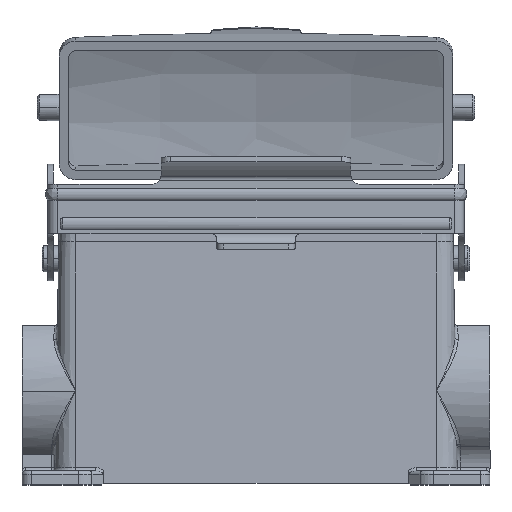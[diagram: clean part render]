
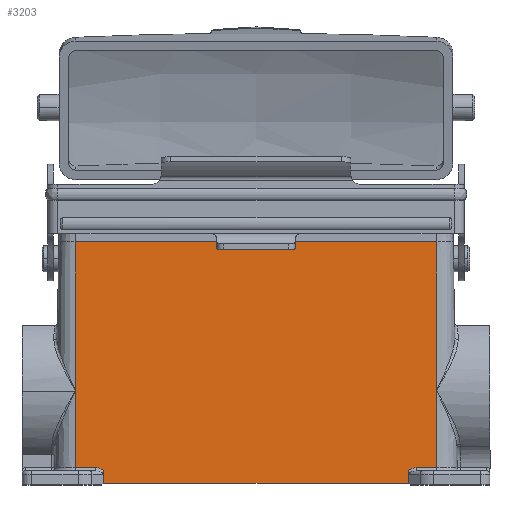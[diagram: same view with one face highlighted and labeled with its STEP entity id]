
A CAD part, top view. The second image highlights one B-rep face of the part: STEP entity #3203.
In plain terms, the highlighted planar face has unit normal (0, 0.018, 1).
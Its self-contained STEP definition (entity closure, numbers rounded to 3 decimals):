
#312 = CARTESIAN_POINT ( 'NONE',  ( -55.375, -5., 21.897 ) ) ;
#679 = CARTESIAN_POINT ( 'NONE',  ( 49.081, -74.267, 23.106 ) ) ;
#730 = DIRECTION ( 'NONE',  ( 1., 0., 0. ) ) ;
#1077 = CARTESIAN_POINT ( 'NONE',  ( 46.75, 0., 21.81 ) ) ;
#1133 = VERTEX_POINT ( 'NONE', #18124 ) ;
#1213 = VECTOR ( 'NONE', #19196, 1000. ) ;
#1284 = EDGE_CURVE ( 'NONE', #7984, #23393, #21065, .T. ) ;
#2503 = ORIENTED_EDGE ( 'NONE', *, *, #14644, .T. ) ;
#2749 = CARTESIAN_POINT ( 'NONE',  ( -55.375, -74.267, 23.106 ) ) ;
#2889 = LINE ( 'NONE', #19173, #13367 ) ;
#2893 = ORIENTED_EDGE ( 'NONE', *, *, #16690, .F. ) ;
#3163 = CARTESIAN_POINT ( 'NONE',  ( -46.75, -75.151, 23.122 ) ) ;
#3203 = ADVANCED_FACE ( 'NONE', ( #11544 ), #11871, .T. ) ;
#3429 = EDGE_CURVE ( 'NONE', #6427, #23443, #2889, .T. ) ;
#3804 = EDGE_CURVE ( 'NONE', #16868, #6427, #9394, .T. ) ;
#4132 = VECTOR ( 'NONE', #22802, 1000. ) ;
#4438 = LINE ( 'NONE', #10437, #14881 ) ;
#4465 = ORIENTED_EDGE ( 'NONE', *, *, #1284, .T. ) ;
#4633 = EDGE_CURVE ( 'NONE', #16389, #7984, #16916, .T. ) ;
#4668 = EDGE_LOOP ( 'NONE', ( #14484, #2893, #13270, #10254, #24150, #5889, #20021, #4465, #21107, #21235, #20817, #2503 ) ) ;
#5889 = ORIENTED_EDGE ( 'NONE', *, *, #21666, .T. ) ;
#5929 = DIRECTION ( 'NONE',  ( 0., 1., -0.017 ) ) ;
#6117 = LINE ( 'NONE', #312, #16514 ) ;
#6427 = VERTEX_POINT ( 'NONE', #24728 ) ;
#7425 = DIRECTION ( 'NONE',  ( 0., 1., -0.017 ) ) ;
#7732 = CARTESIAN_POINT ( 'NONE',  ( -55.375, -5., 21.897 ) ) ;
#7984 = VERTEX_POINT ( 'NONE', #22759 ) ;
#8050 = VERTEX_POINT ( 'NONE', #13184 ) ;
#8051 = DIRECTION ( 'NONE',  ( 0., 0.017, 1. ) ) ;
#8273 = EDGE_CURVE ( 'NONE', #23393, #23443, #6117, .T. ) ;
#8470 = VERTEX_POINT ( 'NONE', #8756 ) ;
#8756 = CARTESIAN_POINT ( 'NONE',  ( -46.75, -79., 23.189 ) ) ;
#9065 = DIRECTION ( 'NONE',  ( 1., 0., 0. ) ) ;
#9394 = LINE ( 'NONE', #20810, #4132 ) ;
#10254 = ORIENTED_EDGE ( 'NONE', *, *, #14126, .T. ) ;
#10437 = CARTESIAN_POINT ( 'NONE',  ( -46.75, 0., 21.81 ) ) ;
#10571 = LINE ( 'NONE', #1077, #20325 ) ;
#11241 = DIRECTION ( 'NONE',  ( 1., 0., 0. ) ) ;
#11541 = CARTESIAN_POINT ( 'NONE',  ( 55.375, -5., 21.897 ) ) ;
#11544 = FACE_OUTER_BOUND ( 'NONE', #4668, .T. ) ;
#11871 = PLANE ( 'NONE',  #25291 ) ;
#12423 = CARTESIAN_POINT ( 'NONE',  ( 46.75, -75.151, 23.122 ) ) ;
#12507 = CARTESIAN_POINT ( 'NONE',  ( 48.12, -74.267, 23.106 ) ) ;
#12667 = LINE ( 'NONE', #2749, #17857 ) ;
#12909 = EDGE_CURVE ( 'NONE', #18624, #16084, #18655, .T. ) ;
#12960 = CARTESIAN_POINT ( 'NONE',  ( -48.12, -74.267, 23.106 ) ) ;
#13184 = CARTESIAN_POINT ( 'NONE',  ( 46.75, -79., 23.189 ) ) ;
#13270 = ORIENTED_EDGE ( 'NONE', *, *, #21764, .T. ) ;
#13367 = VECTOR ( 'NONE', #7425, 1000. ) ;
#14119 = DIRECTION ( 'NONE',  ( -1., 0., 0. ) ) ;
#14126 = EDGE_CURVE ( 'NONE', #8050, #1133, #10571, .T. ) ;
#14419 = VECTOR ( 'NONE', #11241, 1000. ) ;
#14484 = ORIENTED_EDGE ( 'NONE', *, *, #12909, .T. ) ;
#14644 = EDGE_CURVE ( 'NONE', #16868, #18624, #12667, .T. ) ;
#14882 = DIRECTION ( 'NONE',  ( 0., 1., -0.017 ) ) ;
#14881 = VECTOR ( 'NONE', #24080, 1000. ) ;
#14935 = CARTESIAN_POINT ( 'NONE',  ( -49.081, -74.267, 23.106 ) ) ;
#15889 = VECTOR ( 'NONE', #5929, 1000. ) ;
#16084 = VERTEX_POINT ( 'NONE', #20469 ) ;
#16261 = CARTESIAN_POINT ( 'NONE',  ( 47.277, -74.587, 23.112 ) ) ;
#16389 = VERTEX_POINT ( 'NONE', #16943 ) ;
#16514 = VECTOR ( 'NONE', #14119, 1000. ) ;
#16690 = EDGE_CURVE ( 'NONE', #8470, #16084, #4438, .T. ) ;
#16868 = VERTEX_POINT ( 'NONE', #20578 ) ;
#16916 = LINE ( 'NONE', #21125, #1213 ) ;
#16943 = CARTESIAN_POINT ( 'NONE',  ( 55.375, -74.267, 23.106 ) ) ;
#17046 = CARTESIAN_POINT ( 'NONE',  ( 55.375, -79., 23.189 ) ) ;
#17085 = CARTESIAN_POINT ( 'NONE',  ( -49.081, -74.267, 23.106 ) ) ;
#17857 = VECTOR ( 'NONE', #730, 1000. ) ;
#17899 = EDGE_CURVE ( 'NONE', #1133, #25248, #18155, .T. ) ;
#18124 = CARTESIAN_POINT ( 'NONE',  ( 46.75, -75.151, 23.122 ) ) ;
#18155 =( BOUNDED_CURVE ( )  B_SPLINE_CURVE ( 3, ( #12423, #16261, #12507, #679 ),
 .UNSPECIFIED., .F., .F. ) 
 B_SPLINE_CURVE_WITH_KNOTS ( ( 4, 4 ),
 ( 0.567, 1.546 ),
 .UNSPECIFIED. ) 
 CURVE ( )  GEOMETRIC_REPRESENTATION_ITEM ( )  RATIONAL_B_SPLINE_CURVE ( ( 1., 0.922, 0.922, 1. ) ) 
 REPRESENTATION_ITEM ( '' )  );
#18624 = VERTEX_POINT ( 'NONE', #17085 ) ;
#18655 =( BOUNDED_CURVE ( )  B_SPLINE_CURVE ( 3, ( #14935, #12960, #24661, #3163 ),
 .UNSPECIFIED., .F., .F. ) 
 B_SPLINE_CURVE_WITH_KNOTS ( ( 4, 4 ),
 ( 1.595, 2.574 ),
 .UNSPECIFIED. ) 
 CURVE ( )  GEOMETRIC_REPRESENTATION_ITEM ( )  RATIONAL_B_SPLINE_CURVE ( ( 1., 0.922, 0.922, 1. ) ) 
 REPRESENTATION_ITEM ( '' )  );
#19173 = CARTESIAN_POINT ( 'NONE',  ( -55.375, 0., 21.81 ) ) ;
#19196 = DIRECTION ( 'NONE',  ( 0., 1., -0.017 ) ) ;
#19703 = CARTESIAN_POINT ( 'NONE',  ( -55.375, 0., 21.81 ) ) ;
#20021 = ORIENTED_EDGE ( 'NONE', *, *, #4633, .T. ) ;
#20198 = LINE ( 'NONE', #17046, #14419 ) ;
#20325 = VECTOR ( 'NONE', #14882, 1000. ) ;
#20438 = CARTESIAN_POINT ( 'NONE',  ( 49.081, -74.267, 23.106 ) ) ;
#20469 = CARTESIAN_POINT ( 'NONE',  ( -46.75, -75.151, 23.122 ) ) ;
#20578 = CARTESIAN_POINT ( 'NONE',  ( -55.375, -74.267, 23.106 ) ) ;
#20808 = LINE ( 'NONE', #24650, #25395 ) ;
#20810 = CARTESIAN_POINT ( 'NONE',  ( -55.375, 0., 21.81 ) ) ;
#20817 = ORIENTED_EDGE ( 'NONE', *, *, #3804, .F. ) ;
#21065 = LINE ( 'NONE', #21473, #15889 ) ;
#21107 = ORIENTED_EDGE ( 'NONE', *, *, #8273, .T. ) ;
#21125 = CARTESIAN_POINT ( 'NONE',  ( 55.375, 0., 21.81 ) ) ;
#21235 = ORIENTED_EDGE ( 'NONE', *, *, #3429, .F. ) ;
#21473 = CARTESIAN_POINT ( 'NONE',  ( 55.375, 0., 21.81 ) ) ;
#21666 = EDGE_CURVE ( 'NONE', #25248, #16389, #20808, .T. ) ;
#21672 = DIRECTION ( 'NONE',  ( 0., -1., 0.017 ) ) ;
#21764 = EDGE_CURVE ( 'NONE', #8470, #8050, #20198, .T. ) ;
#22759 = CARTESIAN_POINT ( 'NONE',  ( 55.375, -50.604, 22.693 ) ) ;
#22802 = DIRECTION ( 'NONE',  ( 0., 1., -0.017 ) ) ;
#23393 = VERTEX_POINT ( 'NONE', #11541 ) ;
#23443 = VERTEX_POINT ( 'NONE', #7732 ) ;
#24080 = DIRECTION ( 'NONE',  ( 0., 1., -0.017 ) ) ;
#24150 = ORIENTED_EDGE ( 'NONE', *, *, #17899, .T. ) ;
#24650 = CARTESIAN_POINT ( 'NONE',  ( -55.375, -74.267, 23.106 ) ) ;
#24661 = CARTESIAN_POINT ( 'NONE',  ( -47.277, -74.587, 23.112 ) ) ;
#24728 = CARTESIAN_POINT ( 'NONE',  ( -55.375, -50.604, 22.693 ) ) ;
#25248 = VERTEX_POINT ( 'NONE', #20438 ) ;
#25291 = AXIS2_PLACEMENT_3D ( 'NONE', #19703, #8051, #21672 ) ;
#25395 = VECTOR ( 'NONE', #9065, 1000. ) ;
